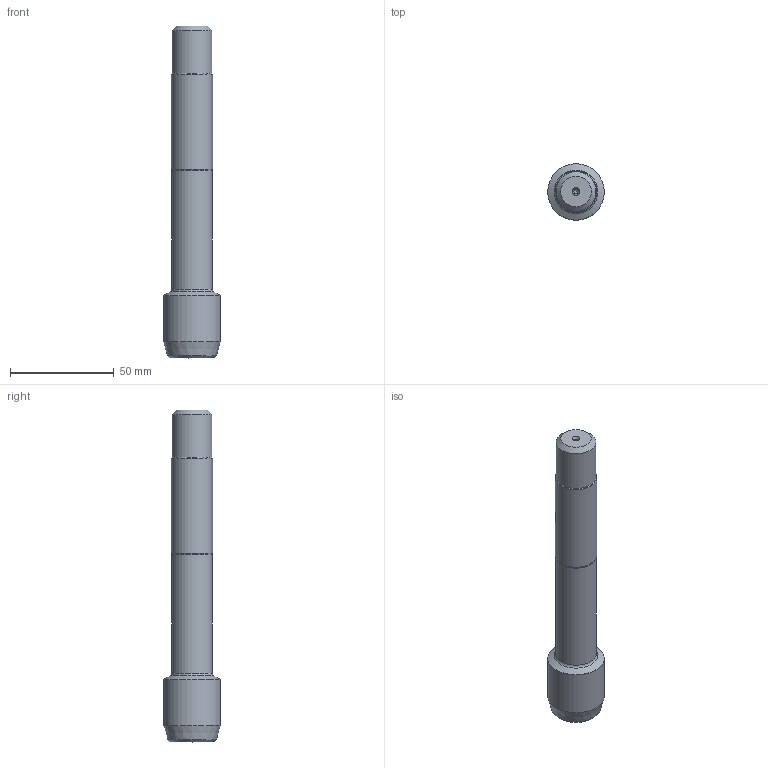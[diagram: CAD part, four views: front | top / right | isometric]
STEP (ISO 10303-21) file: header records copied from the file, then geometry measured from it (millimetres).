
FILE_DESCRIPTION(/* description */ (''),/* implementation_level */ '2;1');
FILE_NAME(/* name */ 'tool.stp',/* time_stamp */ '2022-04-26T06:06:22+02:00',/* author */ (''),/* organization */ ('SMS'),/* preprocessor_version */ 'ST-DEVELOPER v16.7',/* originating_system */ 'SIEMENS PLM Software NX 12.0',/* authorisation */ '');
FILE_SCHEMA (('AUTOMOTIVE_DESIGN { 1 0 10303 214 3 1 1 1 }'));
Length unit declared in the file: millimetre
Products named in the file (1): Tool
Bounding box: 27.21 x 27.21 x 160 mm (x, y, z)
Volume: 56639.4 mm3; surface area: 12586.5 mm2
Topology: 2 solids, 2 shells, 22 faces, 47 edges, 32 vertices
Faces by surface type: cone 9, cylinder 7, plane 4, torus 2
Full cylindrical faces by diameter (mm): 2 x2, 19.2 x1, 19.7 x1, 20 x1, 27.206 x2
Entity records: 543 total; most frequent: CARTESIAN_POINT 99, DIRECTION 92, AXIS2_PLACEMENT_3D 46, FACE_BOUND 40, EDGE_LOOP 40, ORIENTED_EDGE 40, ADVANCED_FACE 22, VERTEX_POINT 22
